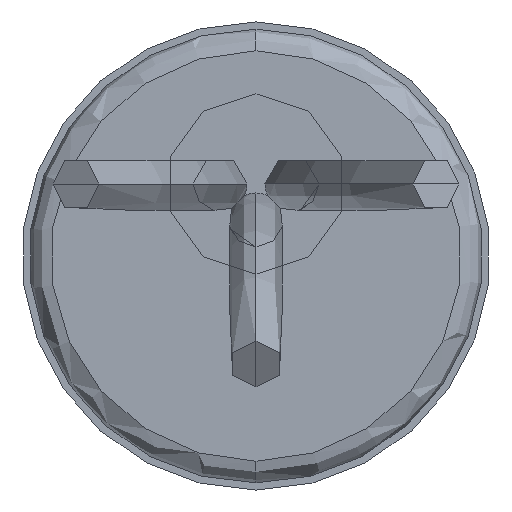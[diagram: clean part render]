
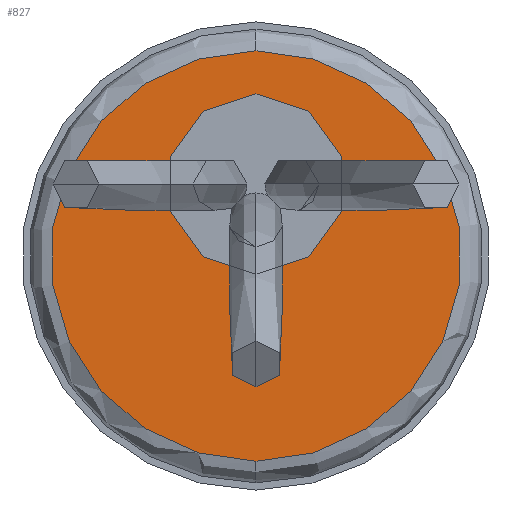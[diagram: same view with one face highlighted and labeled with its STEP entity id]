
A CAD part, left-side view. The second image highlights one B-rep face of the part: STEP entity #827.
In plain terms, the highlighted planar face has unit normal (-1, 0, 0).
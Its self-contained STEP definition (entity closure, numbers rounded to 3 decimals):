
#76 = ORIENTED_EDGE ( 'NONE', *, *, #303, .T. ) ;
#120 = PLANE ( 'NONE',  #332 ) ;
#143 = CARTESIAN_POINT ( 'NONE',  ( -1.2, 0., 2.85 ) ) ;
#157 = DIRECTION ( 'NONE',  ( 0., 0., -1. ) ) ;
#159 = CARTESIAN_POINT ( 'NONE',  ( -1.2, 0., -2.85 ) ) ;
#205 = EDGE_CURVE ( 'NONE', #384, #410, #829, .T. ) ;
#207 = DIRECTION ( 'NONE',  ( -1., 0., 0. ) ) ;
#256 = CIRCLE ( 'NONE', #320, 2.85 ) ;
#293 = DIRECTION ( 'NONE',  ( -1., 0., 0. ) ) ;
#303 = EDGE_CURVE ( 'NONE', #410, #384, #256, .T. ) ;
#320 = AXIS2_PLACEMENT_3D ( 'NONE', #464, #207, #157 ) ;
#332 = AXIS2_PLACEMENT_3D ( 'NONE', #758, #705, #709 ) ;
#334 = ORIENTED_EDGE ( 'NONE', *, *, #205, .T. ) ;
#384 = VERTEX_POINT ( 'NONE', #159 ) ;
#410 = VERTEX_POINT ( 'NONE', #143 ) ;
#450 = AXIS2_PLACEMENT_3D ( 'NONE', #605, #293, #667 ) ;
#464 = CARTESIAN_POINT ( 'NONE',  ( -1.2, 0., 0. ) ) ;
#507 = FACE_OUTER_BOUND ( 'NONE', #532, .T. ) ;
#532 = EDGE_LOOP ( 'NONE', ( #334, #76 ) ) ;
#605 = CARTESIAN_POINT ( 'NONE',  ( -1.2, 0., 0. ) ) ;
#667 = DIRECTION ( 'NONE',  ( 0., 0., -1. ) ) ;
#705 = DIRECTION ( 'NONE',  ( 1., 0., 0. ) ) ;
#709 = DIRECTION ( 'NONE',  ( 0., 1., 0. ) ) ;
#758 = CARTESIAN_POINT ( 'NONE',  ( -1.2, 0., 0. ) ) ;
#827 = ADVANCED_FACE ( 'NONE', ( #507 ), #120, .F. ) ;
#829 = CIRCLE ( 'NONE', #450, 2.85 ) ;
